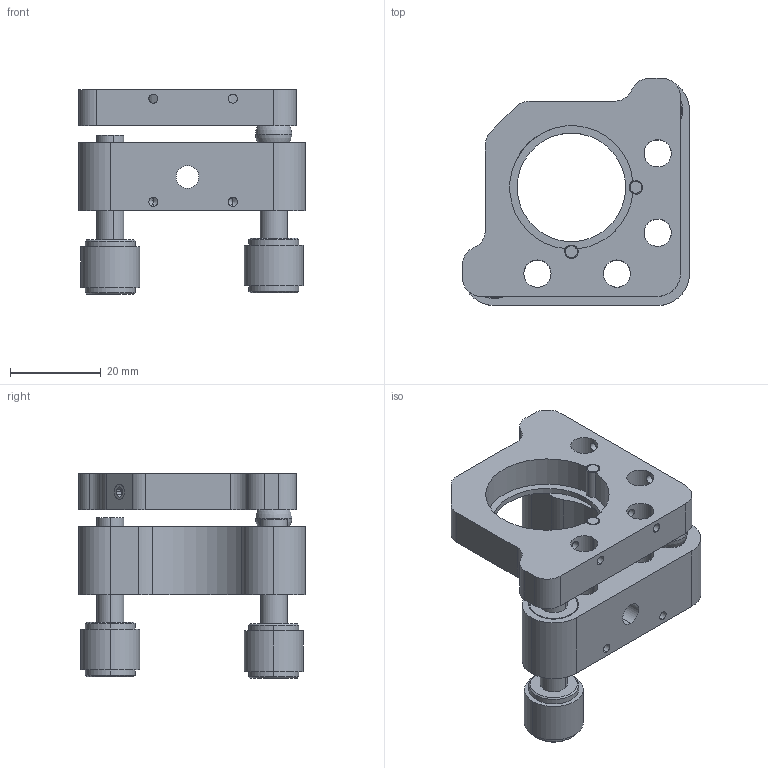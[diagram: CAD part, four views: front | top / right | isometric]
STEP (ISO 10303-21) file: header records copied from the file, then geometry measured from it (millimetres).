
FILE_DESCRIPTION (( 'STEP AP203' ), '1' );
FILE_NAME ('GCM-0858254M 俋倰芞.STEP', '2016-12-09T02:29:36', ( 'Lxtx999.CoM' ), ( 'Lxtx999.CoM' ), 'SwSTEP 2.0', 'SolidWorks 2012', '' );
FILE_SCHEMA (( 'CONFIG_CONTROL_DESIGN' ));
Length unit declared in the file: centimetre
Products named in the file (1): GCM-0858254M 俋倰芞
Bounding box: 50 x 50 x 45.1 mm (x, y, z)
Surface area: 15790 mm2 (no closed solid volume)
Topology: 0 solids, 16 shells, 219 faces, 597 edges, 386 vertices
Faces by surface type: cylinder 126, plane 51, cone 40, sphere 2
Entity records: 7593 total; most frequent: CARTESIAN_POINT 1851, DIRECTION 1262, ORIENTED_EDGE 1075, EDGE_CURVE 578, AXIS2_PLACEMENT_3D 508, VERTEX_POINT 383, EDGE_LOOP 289, CIRCLE 288
